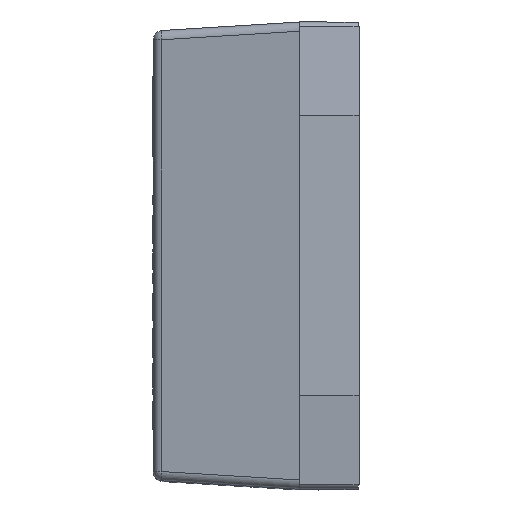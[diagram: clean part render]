
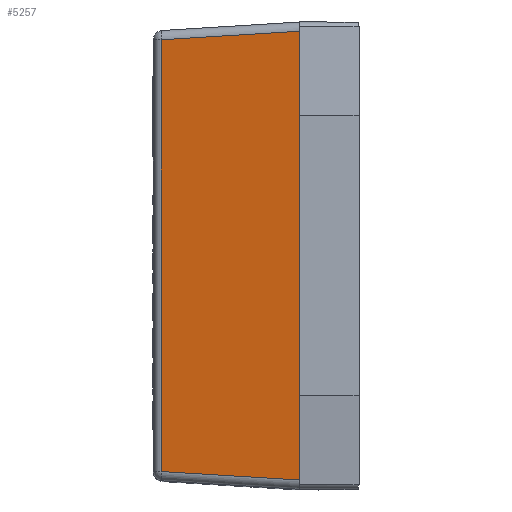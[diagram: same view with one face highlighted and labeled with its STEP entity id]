
A CAD part, top view. The second image highlights one B-rep face of the part: STEP entity #5257.
In plain terms, the highlighted planar face has unit normal (-0.174, 0, 0.985).
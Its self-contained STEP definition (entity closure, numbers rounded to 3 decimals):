
#41=ELLIPSE('',#5824,1.152,0.2);
#42=ELLIPSE('',#5828,1.152,0.2);
#695=FACE_OUTER_BOUND('',#993,.T.);
#993=EDGE_LOOP('',(#4567,#4568,#4569,#4570,#4571,#4572));
#1418=LINE('',#8809,#1917);
#1421=LINE('',#8815,#1920);
#1422=LINE('',#8817,#1921);
#1423=LINE('',#8819,#1922);
#1917=VECTOR('',#7252,1.);
#1920=VECTOR('',#7257,1.);
#1921=VECTOR('',#7258,1.);
#1922=VECTOR('',#7259,1.);
#2466=VERTEX_POINT('',#8791);
#2467=VERTEX_POINT('',#8792);
#2469=VERTEX_POINT('',#8808);
#2471=VERTEX_POINT('',#8814);
#2472=VERTEX_POINT('',#8816);
#2473=VERTEX_POINT('',#8818);
#3182=EDGE_CURVE('',#2466,#2467,#41,.T.);
#3186=EDGE_CURVE('',#2467,#2469,#1418,.T.);
#3189=EDGE_CURVE('',#2471,#2466,#1421,.T.);
#3190=EDGE_CURVE('',#2472,#2471,#1422,.T.);
#3191=EDGE_CURVE('',#2473,#2472,#1423,.T.);
#3192=EDGE_CURVE('',#2469,#2473,#42,.T.);
#4567=ORIENTED_EDGE('',*,*,#3182,.F.);
#4568=ORIENTED_EDGE('',*,*,#3189,.F.);
#4569=ORIENTED_EDGE('',*,*,#3190,.F.);
#4570=ORIENTED_EDGE('',*,*,#3191,.F.);
#4571=ORIENTED_EDGE('',*,*,#3192,.F.);
#4572=ORIENTED_EDGE('',*,*,#3186,.F.);
#4971=PLANE('',#5827);
#5257=ADVANCED_FACE('',(#695),#4971,.T.);
#5824=AXIS2_PLACEMENT_3D('',#8793,#7245,#7246);
#5827=AXIS2_PLACEMENT_3D('',#8813,#7255,#7256);
#5828=AXIS2_PLACEMENT_3D('',#8820,#7260,#7261);
#7245=DIRECTION('center_axis',(0.174,0.,-0.985));
#7246=DIRECTION('ref_axis',(0.985,0.,0.174));
#7252=DIRECTION('',(0.,-1.,0.));
#7255=DIRECTION('center_axis',(-0.174,0.,0.985));
#7256=DIRECTION('ref_axis',(0.985,0.,0.174));
#7257=DIRECTION('',(0.983,0.06,0.173));
#7258=DIRECTION('',(0.,1.,0.));
#7259=DIRECTION('',(-0.983,0.06,-0.173));
#7260=DIRECTION('center_axis',(0.174,0.,-0.985));
#7261=DIRECTION('ref_axis',(0.985,0.,0.174));
#8791=CARTESIAN_POINT('',(1.38,4.802,14.2));
#8792=CARTESIAN_POINT('',(1.38,4.8,14.2));
#8793=CARTESIAN_POINT('Origin',(0.246,4.8,14.));
#8808=CARTESIAN_POINT('',(1.38,-4.8,14.2));
#8809=CARTESIAN_POINT('',(1.38,5.,14.2));
#8813=CARTESIAN_POINT('Origin',(-1.75,5.,13.648));
#8814=CARTESIAN_POINT('',(-1.585,4.62,13.677));
#8815=CARTESIAN_POINT('',(-2.442,4.568,13.526));
#8816=CARTESIAN_POINT('',(-1.585,-4.62,13.677));
#8817=CARTESIAN_POINT('',(-1.585,5.,13.677));
#8818=CARTESIAN_POINT('',(1.38,-4.802,14.2));
#8819=CARTESIAN_POINT('',(-0.421,-4.692,13.883));
#8820=CARTESIAN_POINT('Origin',(0.246,-4.8,14.));
